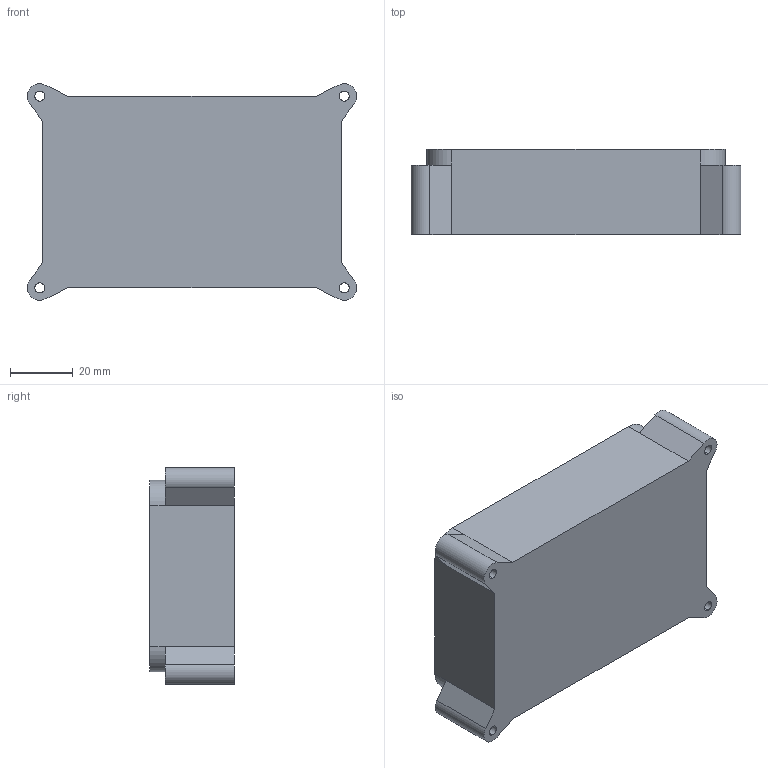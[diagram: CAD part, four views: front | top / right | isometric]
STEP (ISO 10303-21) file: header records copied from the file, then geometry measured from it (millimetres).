
FILE_DESCRIPTION (( 'STEP AP203' ), '1' );
FILE_NAME ('Base._Perfil_Bajo.STEP', '2025-06-22T16:56:36', ( '' ), ( '' ), 'SwSTEP 2.0', 'SolidWorks 2022', '' );
FILE_SCHEMA (( 'CONFIG_CONTROL_DESIGN' ));
Length unit declared in the file: millimetre
Products named in the file (1): Base._Perfil_Bajo
Bounding box: 104.88 x 27 x 69 mm (x, y, z)
Volume: 43033.3 mm3; surface area: 28763.6 mm2
Topology: 1 solids, 1 shells, 57 faces, 154 edges, 100 vertices
Faces by surface type: plane 31, cylinder 26
Entity records: 1897 total; most frequent: DIRECTION 322, CARTESIAN_POINT 312, ORIENTED_EDGE 308, EDGE_CURVE 154, AXIS2_PLACEMENT_3D 110, LINE 102, VECTOR 102, VERTEX_POINT 100
